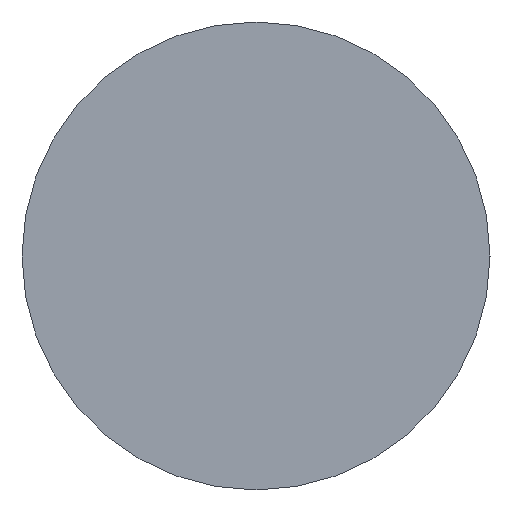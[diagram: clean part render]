
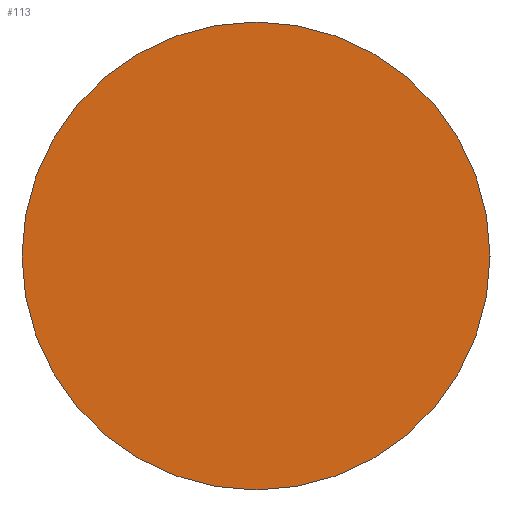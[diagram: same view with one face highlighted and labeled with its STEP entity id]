
A CAD part, left-side view. The second image highlights one B-rep face of the part: STEP entity #113.
In plain terms, the highlighted planar face has unit normal (-1, 0, 0).
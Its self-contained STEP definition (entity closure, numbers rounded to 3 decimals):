
#4 = CARTESIAN_POINT ( 'NONE',  ( 421.204, 44.602, -3.15 ) ) ;
#10 = EDGE_CURVE ( 'NONE', #87, #16, #42, .T. ) ;
#16 = VERTEX_POINT ( 'NONE', #142 ) ;
#17 = AXIS2_PLACEMENT_3D ( 'NONE', #145, #31, #66 ) ;
#22 = CARTESIAN_POINT ( 'NONE',  ( 421.204, 44.602, 0. ) ) ;
#23 = AXIS2_PLACEMENT_3D ( 'NONE', #179, #47, #157 ) ;
#26 = ORIENTED_EDGE ( 'NONE', *, *, #10, .T. ) ;
#31 = DIRECTION ( 'NONE',  ( 1., 0., 0. ) ) ;
#42 = CIRCLE ( 'NONE', #23, 3.15 ) ;
#44 = ORIENTED_EDGE ( 'NONE', *, *, #159, .T. ) ;
#46 = CIRCLE ( 'NONE', #73, 3.15 ) ;
#47 = DIRECTION ( 'NONE',  ( -1., 0., 0. ) ) ;
#56 = DIRECTION ( 'NONE',  ( -1., 0., 0. ) ) ;
#66 = DIRECTION ( 'NONE',  ( 0., 0., -1. ) ) ;
#71 = DIRECTION ( 'NONE',  ( 0., 0., 1. ) ) ;
#73 = AXIS2_PLACEMENT_3D ( 'NONE', #22, #56, #71 ) ;
#87 = VERTEX_POINT ( 'NONE', #4 ) ;
#100 = PLANE ( 'NONE',  #17 ) ;
#113 = ADVANCED_FACE ( 'NONE', ( #131 ), #100, .F. ) ;
#131 = FACE_OUTER_BOUND ( 'NONE', #132, .T. ) ;
#132 = EDGE_LOOP ( 'NONE', ( #44, #26 ) ) ;
#142 = CARTESIAN_POINT ( 'NONE',  ( 421.204, 44.602, 3.15 ) ) ;
#145 = CARTESIAN_POINT ( 'NONE',  ( 421.204, 44.602, 0. ) ) ;
#157 = DIRECTION ( 'NONE',  ( 0., 0., 1. ) ) ;
#159 = EDGE_CURVE ( 'NONE', #16, #87, #46, .T. ) ;
#179 = CARTESIAN_POINT ( 'NONE',  ( 421.204, 44.602, 0. ) ) ;
